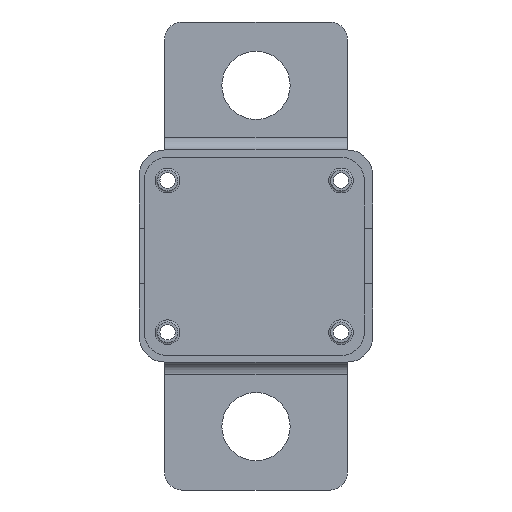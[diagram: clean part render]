
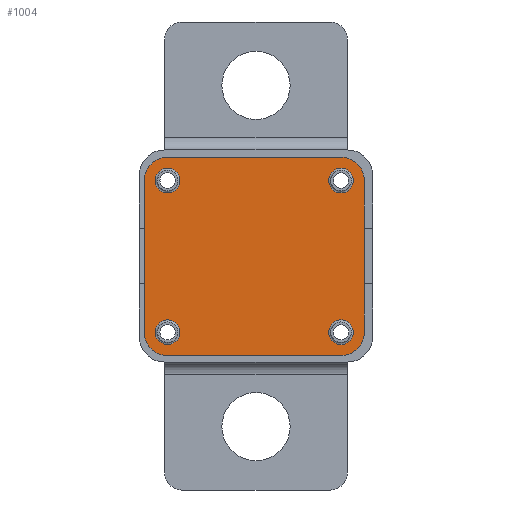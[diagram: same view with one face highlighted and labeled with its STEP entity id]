
A CAD part, front view. The second image highlights one B-rep face of the part: STEP entity #1004.
In plain terms, the highlighted planar face has unit normal (0, -1, 0).
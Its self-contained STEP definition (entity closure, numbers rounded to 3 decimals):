
#21=FACE_BOUND('',#201,.T.);
#22=FACE_BOUND('',#202,.T.);
#23=FACE_BOUND('',#203,.T.);
#24=FACE_BOUND('',#204,.T.);
#67=CIRCLE('',#1073,2.74);
#68=CIRCLE('',#1076,2.74);
#69=CIRCLE('',#1078,2.74);
#71=CIRCLE('',#1082,2.74);
#81=CIRCLE('',#1096,1.45);
#85=CIRCLE('',#1101,1.45);
#86=CIRCLE('',#1102,1.45);
#87=CIRCLE('',#1103,1.45);
#142=FACE_OUTER_BOUND('',#200,.T.);
#200=EDGE_LOOP('',(#792,#793,#794,#795,#796,#797,#798,#799));
#201=EDGE_LOOP('',(#800));
#202=EDGE_LOOP('',(#801));
#203=EDGE_LOOP('',(#802));
#204=EDGE_LOOP('',(#803));
#269=LINE('',#1536,#355);
#279=LINE('',#1556,#365);
#293=LINE('',#1602,#379);
#296=LINE('',#1614,#382);
#355=VECTOR('',#1205,10.);
#365=VECTOR('',#1219,10.);
#379=VECTOR('',#1263,10.);
#382=VECTOR('',#1278,10.);
#436=VERTEX_POINT('',#1533);
#437=VERTEX_POINT('',#1535);
#444=VERTEX_POINT('',#1553);
#445=VERTEX_POINT('',#1555);
#461=VERTEX_POINT('',#1597);
#462=VERTEX_POINT('',#1601);
#463=VERTEX_POINT('',#1607);
#465=VERTEX_POINT('',#1613);
#477=VERTEX_POINT('',#1649);
#480=VERTEX_POINT('',#1657);
#481=VERTEX_POINT('',#1659);
#482=VERTEX_POINT('',#1661);
#537=EDGE_CURVE('',#437,#436,#269,.T.);
#547=EDGE_CURVE('',#445,#444,#279,.T.);
#568=EDGE_CURVE('',#436,#461,#67,.T.);
#570=EDGE_CURVE('',#461,#462,#293,.T.);
#572=EDGE_CURVE('',#462,#445,#68,.T.);
#573=EDGE_CURVE('',#444,#463,#69,.T.);
#576=EDGE_CURVE('',#463,#465,#296,.T.);
#579=EDGE_CURVE('',#465,#437,#71,.T.);
#595=EDGE_CURVE('',#477,#477,#81,.T.);
#599=EDGE_CURVE('',#480,#480,#85,.T.);
#600=EDGE_CURVE('',#481,#481,#86,.T.);
#601=EDGE_CURVE('',#482,#482,#87,.T.);
#792=ORIENTED_EDGE('',*,*,#537,.T.);
#793=ORIENTED_EDGE('',*,*,#568,.T.);
#794=ORIENTED_EDGE('',*,*,#570,.T.);
#795=ORIENTED_EDGE('',*,*,#572,.T.);
#796=ORIENTED_EDGE('',*,*,#547,.T.);
#797=ORIENTED_EDGE('',*,*,#573,.T.);
#798=ORIENTED_EDGE('',*,*,#576,.T.);
#799=ORIENTED_EDGE('',*,*,#579,.T.);
#800=ORIENTED_EDGE('',*,*,#599,.F.);
#801=ORIENTED_EDGE('',*,*,#600,.F.);
#802=ORIENTED_EDGE('',*,*,#601,.F.);
#803=ORIENTED_EDGE('',*,*,#595,.F.);
#969=PLANE('',#1100);
#1004=ADVANCED_FACE('',(#142,#21,#22,#23,#24),#969,.F.);
#1073=AXIS2_PLACEMENT_3D('',#1598,#1258,#1259);
#1076=AXIS2_PLACEMENT_3D('',#1605,#1267,#1268);
#1078=AXIS2_PLACEMENT_3D('',#1608,#1271,#1272);
#1082=AXIS2_PLACEMENT_3D('',#1619,#1283,#1284);
#1096=AXIS2_PLACEMENT_3D('',#1650,#1317,#1318);
#1100=AXIS2_PLACEMENT_3D('',#1656,#1325,#1326);
#1101=AXIS2_PLACEMENT_3D('',#1658,#1327,#1328);
#1102=AXIS2_PLACEMENT_3D('',#1660,#1329,#1330);
#1103=AXIS2_PLACEMENT_3D('',#1662,#1331,#1332);
#1205=DIRECTION('',(0.,0.,-1.));
#1219=DIRECTION('',(0.,0.,1.));
#1258=DIRECTION('center_axis',(0.,-1.,0.));
#1259=DIRECTION('ref_axis',(-1.,0.,0.));
#1263=DIRECTION('',(1.,0.,0.));
#1267=DIRECTION('center_axis',(0.,-1.,0.));
#1268=DIRECTION('ref_axis',(0.,0.,-1.));
#1271=DIRECTION('center_axis',(0.,-1.,0.));
#1272=DIRECTION('ref_axis',(1.,0.,0.));
#1278=DIRECTION('',(-1.,0.,0.));
#1283=DIRECTION('center_axis',(0.,-1.,0.));
#1284=DIRECTION('ref_axis',(0.,0.,1.));
#1317=DIRECTION('center_axis',(0.,-1.,0.));
#1318=DIRECTION('ref_axis',(1.,0.,0.));
#1325=DIRECTION('center_axis',(0.,1.,0.));
#1326=DIRECTION('ref_axis',(1.,0.,0.));
#1327=DIRECTION('center_axis',(0.,-1.,0.));
#1328=DIRECTION('ref_axis',(1.,0.,0.));
#1329=DIRECTION('center_axis',(0.,-1.,0.));
#1330=DIRECTION('ref_axis',(1.,0.,0.));
#1331=DIRECTION('center_axis',(0.,-1.,0.));
#1332=DIRECTION('ref_axis',(1.,0.,0.));
#1533=CARTESIAN_POINT('',(-13.1,0.,-8.936));
#1535=CARTESIAN_POINT('',(-13.1,0.,8.844));
#1536=CARTESIAN_POINT('',(-13.1,0.,-4.468));
#1553=CARTESIAN_POINT('',(12.7,0.,8.844));
#1555=CARTESIAN_POINT('',(12.7,0.,-8.936));
#1556=CARTESIAN_POINT('',(12.7,0.,4.422));
#1597=CARTESIAN_POINT('',(-10.36,0.,-11.676));
#1598=CARTESIAN_POINT('Origin',(-10.36,0.,-8.936));
#1601=CARTESIAN_POINT('',(9.96,0.,-11.676));
#1602=CARTESIAN_POINT('',(4.98,0.,-11.676));
#1605=CARTESIAN_POINT('Origin',(9.96,0.,-8.936));
#1607=CARTESIAN_POINT('',(9.96,0.,11.584));
#1608=CARTESIAN_POINT('Origin',(9.96,0.,8.844));
#1613=CARTESIAN_POINT('',(-10.36,0.,11.584));
#1614=CARTESIAN_POINT('',(-5.18,0.,11.584));
#1619=CARTESIAN_POINT('Origin',(-10.36,0.,8.844));
#1649=CARTESIAN_POINT('',(9.96,0.,10.294));
#1650=CARTESIAN_POINT('Origin',(9.96,0.,8.844));
#1656=CARTESIAN_POINT('Origin',(0.,0.,0.));
#1657=CARTESIAN_POINT('',(9.96,0.,-7.486));
#1658=CARTESIAN_POINT('Origin',(9.96,0.,-8.936));
#1659=CARTESIAN_POINT('',(-10.36,0.,10.294));
#1660=CARTESIAN_POINT('Origin',(-10.36,0.,8.844));
#1661=CARTESIAN_POINT('',(-10.36,0.,-7.486));
#1662=CARTESIAN_POINT('Origin',(-10.36,0.,-8.936));
